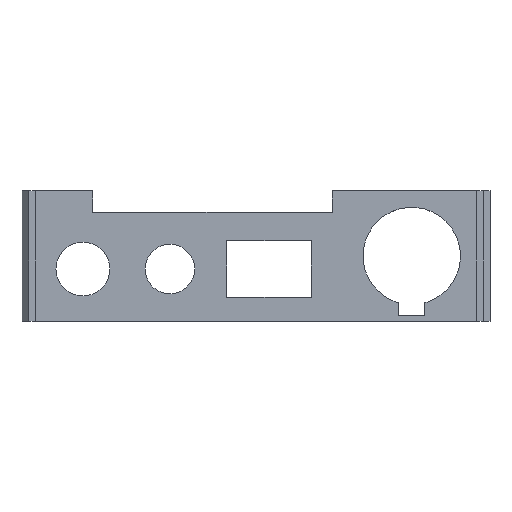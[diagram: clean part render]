
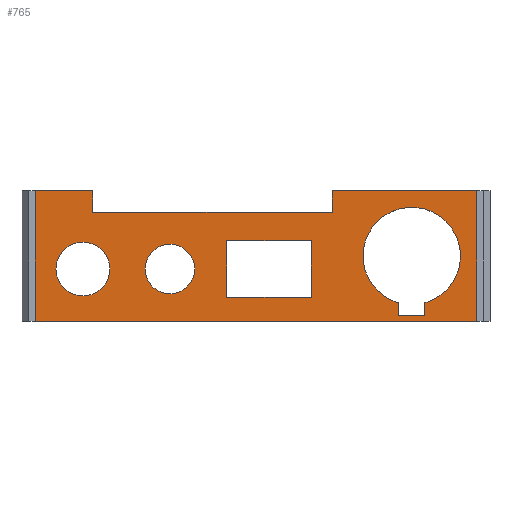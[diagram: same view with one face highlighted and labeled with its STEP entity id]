
A CAD part, top view. The second image highlights one B-rep face of the part: STEP entity #765.
In plain terms, the highlighted planar face has unit normal (0, 0, 1).
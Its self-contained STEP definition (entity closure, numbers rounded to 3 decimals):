
#15=FACE_BOUND('',#85,.T.);
#16=FACE_BOUND('',#86,.T.);
#17=FACE_BOUND('',#87,.T.);
#18=FACE_BOUND('',#88,.T.);
#23=CIRCLE('',#805,11.2);
#25=CIRCLE('',#810,5.7);
#27=CIRCLE('',#816,6.2);
#46=FACE_OUTER_BOUND('',#84,.T.);
#84=EDGE_LOOP('',(#565,#566,#567,#568,#569,#570,#571,#572));
#85=EDGE_LOOP('',(#573,#574,#575,#576));
#86=EDGE_LOOP('',(#577));
#87=EDGE_LOOP('',(#578));
#88=EDGE_LOOP('',(#579,#580,#581,#582));
#116=LINE('',#1043,#218);
#121=LINE('',#1057,#223);
#124=LINE('',#1062,#226);
#128=LINE('',#1075,#230);
#134=LINE('',#1087,#236);
#135=LINE('',#1089,#237);
#138=LINE('',#1100,#240);
#142=LINE('',#1108,#244);
#145=LINE('',#1114,#247);
#148=LINE('',#1119,#250);
#161=LINE('',#1144,#263);
#162=LINE('',#1147,#264);
#163=LINE('',#1149,#265);
#164=LINE('',#1151,#266);
#165=LINE('',#1152,#267);
#218=VECTOR('',#851,10.);
#223=VECTOR('',#864,10.);
#226=VECTOR('',#869,10.);
#230=VECTOR('',#881,10.);
#236=VECTOR('',#889,10.);
#237=VECTOR('',#892,10.);
#240=VECTOR('',#903,10.);
#244=VECTOR('',#909,10.);
#247=VECTOR('',#914,10.);
#250=VECTOR('',#919,10.);
#263=VECTOR('',#934,10.);
#264=VECTOR('',#937,10.);
#265=VECTOR('',#938,10.);
#266=VECTOR('',#939,10.);
#267=VECTOR('',#940,10.);
#320=VERTEX_POINT('',#1041);
#321=VERTEX_POINT('',#1042);
#324=VERTEX_POINT('',#1050);
#326=VERTEX_POINT('',#1056);
#328=VERTEX_POINT('',#1065);
#330=VERTEX_POINT('',#1071);
#332=VERTEX_POINT('',#1074);
#335=VERTEX_POINT('',#1081);
#337=VERTEX_POINT('',#1085);
#338=VERTEX_POINT('',#1092);
#340=VERTEX_POINT('',#1098);
#341=VERTEX_POINT('',#1099);
#344=VERTEX_POINT('',#1107);
#346=VERTEX_POINT('',#1113);
#358=VERTEX_POINT('',#1142);
#359=VERTEX_POINT('',#1146);
#360=VERTEX_POINT('',#1148);
#361=VERTEX_POINT('',#1150);
#392=EDGE_CURVE('',#320,#321,#116,.T.);
#396=EDGE_CURVE('',#324,#320,#23,.T.);
#399=EDGE_CURVE('',#326,#324,#121,.T.);
#402=EDGE_CURVE('',#321,#326,#124,.T.);
#404=EDGE_CURVE('',#328,#328,#25,.T.);
#408=EDGE_CURVE('',#332,#330,#128,.T.);
#414=EDGE_CURVE('',#335,#337,#134,.T.);
#415=EDGE_CURVE('',#337,#332,#135,.T.);
#417=EDGE_CURVE('',#338,#338,#27,.T.);
#420=EDGE_CURVE('',#340,#341,#138,.T.);
#424=EDGE_CURVE('',#344,#340,#142,.T.);
#427=EDGE_CURVE('',#346,#344,#145,.T.);
#430=EDGE_CURVE('',#341,#346,#148,.T.);
#443=EDGE_CURVE('',#358,#330,#161,.T.);
#444=EDGE_CURVE('',#359,#358,#162,.T.);
#445=EDGE_CURVE('',#359,#360,#163,.T.);
#446=EDGE_CURVE('',#360,#361,#164,.F.);
#447=EDGE_CURVE('',#335,#361,#165,.T.);
#565=ORIENTED_EDGE('',*,*,#414,.T.);
#566=ORIENTED_EDGE('',*,*,#415,.T.);
#567=ORIENTED_EDGE('',*,*,#408,.T.);
#568=ORIENTED_EDGE('',*,*,#443,.F.);
#569=ORIENTED_EDGE('',*,*,#444,.F.);
#570=ORIENTED_EDGE('',*,*,#445,.T.);
#571=ORIENTED_EDGE('',*,*,#446,.T.);
#572=ORIENTED_EDGE('',*,*,#447,.F.);
#573=ORIENTED_EDGE('',*,*,#420,.T.);
#574=ORIENTED_EDGE('',*,*,#430,.T.);
#575=ORIENTED_EDGE('',*,*,#427,.T.);
#576=ORIENTED_EDGE('',*,*,#424,.T.);
#577=ORIENTED_EDGE('',*,*,#417,.T.);
#578=ORIENTED_EDGE('',*,*,#404,.T.);
#579=ORIENTED_EDGE('',*,*,#392,.T.);
#580=ORIENTED_EDGE('',*,*,#402,.T.);
#581=ORIENTED_EDGE('',*,*,#399,.T.);
#582=ORIENTED_EDGE('',*,*,#396,.T.);
#727=PLANE('',#823);
#765=ADVANCED_FACE('',(#46,#15,#16,#17,#18),#727,.T.);
#805=AXIS2_PLACEMENT_3D('',#1051,#857,#858);
#810=AXIS2_PLACEMENT_3D('',#1066,#873,#874);
#816=AXIS2_PLACEMENT_3D('',#1093,#896,#897);
#823=AXIS2_PLACEMENT_3D('',#1145,#935,#936);
#851=DIRECTION('',(0.,-1.,0.));
#857=DIRECTION('center_axis',(0.,0.,-1.));
#858=DIRECTION('ref_axis',(-1.,0.,0.));
#864=DIRECTION('',(0.,1.,0.));
#869=DIRECTION('',(-1.,0.,0.));
#873=DIRECTION('center_axis',(0.,0.,-1.));
#874=DIRECTION('ref_axis',(-1.,0.,0.));
#881=DIRECTION('',(0.,1.,0.));
#889=DIRECTION('',(0.,-1.,0.));
#892=DIRECTION('',(-1.,0.,0.));
#896=DIRECTION('center_axis',(0.,0.,-1.));
#897=DIRECTION('ref_axis',(-1.,0.,0.));
#903=DIRECTION('',(1.,0.,0.));
#909=DIRECTION('',(0.,1.,0.));
#914=DIRECTION('',(-1.,0.,0.));
#919=DIRECTION('',(0.,-1.,0.));
#934=DIRECTION('',(1.,0.,0.));
#935=DIRECTION('center_axis',(0.,0.,1.));
#936=DIRECTION('ref_axis',(1.,0.,0.));
#937=DIRECTION('',(0.,1.,0.));
#938=DIRECTION('',(1.,0.,0.));
#939=DIRECTION('',(0.,-1.,0.));
#940=DIRECTION('',(1.,0.,0.));
#1041=CARTESIAN_POINT('',(38.8,4.209,2.885));
#1042=CARTESIAN_POINT('',(38.8,1.209,2.885));
#1043=CARTESIAN_POINT('',(38.8,2.105,2.885));
#1050=CARTESIAN_POINT('',(32.8,4.209,2.885));
#1051=CARTESIAN_POINT('Origin',(35.8,15.,2.885));
#1056=CARTESIAN_POINT('',(32.8,1.209,2.885));
#1057=CARTESIAN_POINT('',(32.8,0.605,2.885));
#1062=CARTESIAN_POINT('',(-6.1,1.209,2.885));
#1065=CARTESIAN_POINT('',(-14.1,12.,2.885));
#1066=CARTESIAN_POINT('Origin',(-19.8,12.,2.885));
#1071=CARTESIAN_POINT('',(-37.5,30.,2.885));
#1074=CARTESIAN_POINT('',(-37.5,25.,2.885));
#1075=CARTESIAN_POINT('',(-37.5,12.5,2.885));
#1081=CARTESIAN_POINT('',(17.5,30.,2.885));
#1085=CARTESIAN_POINT('',(17.5,25.,2.885));
#1087=CARTESIAN_POINT('',(17.5,50.,2.885));
#1089=CARTESIAN_POINT('',(-16.75,25.,2.885));
#1092=CARTESIAN_POINT('',(-33.6,12.,2.885));
#1093=CARTESIAN_POINT('Origin',(-39.8,12.,2.885));
#1098=CARTESIAN_POINT('',(-6.75,18.5,2.885));
#1099=CARTESIAN_POINT('',(12.75,18.5,2.885));
#1100=CARTESIAN_POINT('',(-28.875,18.5,2.885));
#1107=CARTESIAN_POINT('',(-6.75,5.5,2.885));
#1108=CARTESIAN_POINT('',(-6.75,2.75,2.885));
#1113=CARTESIAN_POINT('',(12.75,5.5,2.885));
#1114=CARTESIAN_POINT('',(-19.125,5.5,2.885));
#1119=CARTESIAN_POINT('',(12.75,9.25,2.885));
#1142=CARTESIAN_POINT('',(-50.8,30.,2.885));
#1144=CARTESIAN_POINT('',(-51.,30.,2.885));
#1145=CARTESIAN_POINT('Origin',(-51.,0.,2.885));
#1146=CARTESIAN_POINT('',(-50.8,0.,2.885));
#1147=CARTESIAN_POINT('',(-50.8,0.,2.885));
#1148=CARTESIAN_POINT('',(50.8,0.,2.885));
#1149=CARTESIAN_POINT('',(-51.,0.,2.885));
#1150=CARTESIAN_POINT('',(50.8,30.,2.885));
#1151=CARTESIAN_POINT('',(50.8,0.,2.885));
#1152=CARTESIAN_POINT('',(-51.,30.,2.885));
